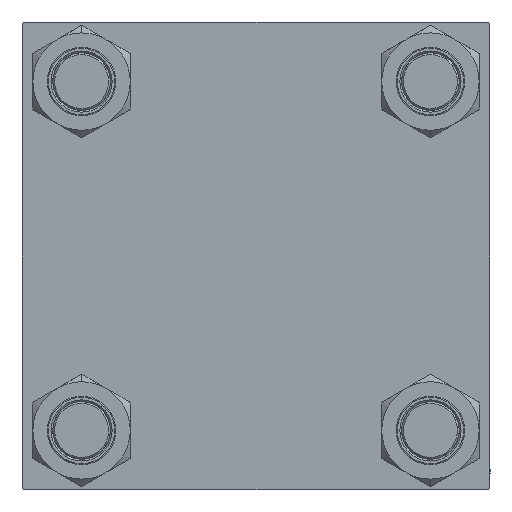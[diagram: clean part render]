
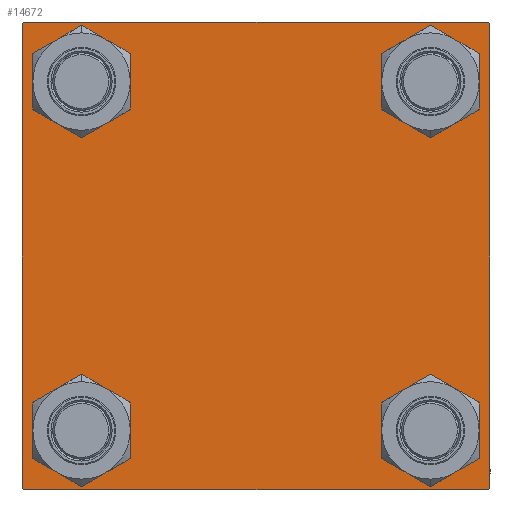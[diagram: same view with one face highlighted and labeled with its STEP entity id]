
A CAD part, left-side view. The second image highlights one B-rep face of the part: STEP entity #14672.
In plain terms, the highlighted planar face has unit normal (-1, 0, 0).
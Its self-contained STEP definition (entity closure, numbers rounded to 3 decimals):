
#204 = FACE_BOUND ( 'NONE', #13995, .T. ) ;
#483 = VERTEX_POINT ( 'NONE', #7157 ) ;
#947 = FACE_BOUND ( 'NONE', #18718, .T. ) ;
#1195 = CARTESIAN_POINT ( 'NONE',  ( 0., -48.45, -48.45 ) ) ;
#1236 = CARTESIAN_POINT ( 'NONE',  ( 0., -48.45, 39.95 ) ) ;
#1574 = DIRECTION ( 'NONE',  ( 0., 0.707, 0.707 ) ) ;
#1665 = EDGE_CURVE ( 'NONE', #42615, #9255, #24927, .T. ) ;
#1788 = DIRECTION ( 'NONE',  ( 0., 0., -1. ) ) ;
#1869 = LINE ( 'NONE', #2128, #17725 ) ;
#2038 = ORIENTED_EDGE ( 'NONE', *, *, #34667, .T. ) ;
#2128 = CARTESIAN_POINT ( 'NONE',  ( 0., -64.75, -64.75 ) ) ;
#3029 = ORIENTED_EDGE ( 'NONE', *, *, #31792, .F. ) ;
#3082 = EDGE_CURVE ( 'NONE', #25184, #39781, #4301, .T. ) ;
#3746 = EDGE_CURVE ( 'NONE', #22673, #27798, #36403, .T. ) ;
#4301 = CIRCLE ( 'NONE', #24006, 8.5 ) ;
#4420 = CARTESIAN_POINT ( 'NONE',  ( 0., 48.45, 48.45 ) ) ;
#4513 = EDGE_LOOP ( 'NONE', ( #41839, #31898, #34116, #12157, #10257, #30838, #3029, #2038 ) ) ;
#4560 = AXIS2_PLACEMENT_3D ( 'NONE', #16923, #8938, #47480 ) ;
#4597 = ORIENTED_EDGE ( 'NONE', *, *, #26794, .T. ) ;
#4687 = EDGE_CURVE ( 'NONE', #15208, #42216, #1869, .T. ) ;
#4740 = AXIS2_PLACEMENT_3D ( 'NONE', #1195, #24847, #37172 ) ;
#4817 = CIRCLE ( 'NONE', #33548, 8.5 ) ;
#5058 = CARTESIAN_POINT ( 'NONE',  ( 0., -65., -64.5 ) ) ;
#5570 = CIRCLE ( 'NONE', #4740, 8.5 ) ;
#5738 = CIRCLE ( 'NONE', #21341, 8.5 ) ;
#5935 = VERTEX_POINT ( 'NONE', #13336 ) ;
#6455 = CARTESIAN_POINT ( 'NONE',  ( 0., -64.75, 64.75 ) ) ;
#6811 = LINE ( 'NONE', #49473, #39553 ) ;
#6957 = EDGE_CURVE ( 'NONE', #21874, #483, #11691, .T. ) ;
#7157 = CARTESIAN_POINT ( 'NONE',  ( 0., 48.45, 39.95 ) ) ;
#7560 = CARTESIAN_POINT ( 'NONE',  ( 0., 48.45, 56.95 ) ) ;
#7715 = ORIENTED_EDGE ( 'NONE', *, *, #21753, .T. ) ;
#8075 = CARTESIAN_POINT ( 'NONE',  ( 0., 48.45, -56.95 ) ) ;
#8104 = ORIENTED_EDGE ( 'NONE', *, *, #3082, .T. ) ;
#8478 = DIRECTION ( 'NONE',  ( 1., 0., 0. ) ) ;
#8671 = VECTOR ( 'NONE', #1574, 1000. ) ;
#8790 = CARTESIAN_POINT ( 'NONE',  ( 0., 65., 64.5 ) ) ;
#8938 = DIRECTION ( 'NONE',  ( 1., 0., 0. ) ) ;
#9255 = VERTEX_POINT ( 'NONE', #38634 ) ;
#9449 = DIRECTION ( 'NONE',  ( 1., 0., 0. ) ) ;
#9848 = VECTOR ( 'NONE', #12920, 1000. ) ;
#10257 = ORIENTED_EDGE ( 'NONE', *, *, #14055, .F. ) ;
#11618 = DIRECTION ( 'NONE',  ( 1., 0., 0. ) ) ;
#11691 = CIRCLE ( 'NONE', #31385, 8.5 ) ;
#11773 = FACE_BOUND ( 'NONE', #31330, .T. ) ;
#12157 = ORIENTED_EDGE ( 'NONE', *, *, #4687, .T. ) ;
#12336 = CARTESIAN_POINT ( 'NONE',  ( 0., 48.45, -48.45 ) ) ;
#12667 = LINE ( 'NONE', #36292, #9848 ) ;
#12920 = DIRECTION ( 'NONE',  ( 0., -1., 0. ) ) ;
#13336 = CARTESIAN_POINT ( 'NONE',  ( 0., -65., 64.5 ) ) ;
#13665 = CARTESIAN_POINT ( 'NONE',  ( 0., -64.5, 65. ) ) ;
#13995 = EDGE_LOOP ( 'NONE', ( #8104, #7715 ) ) ;
#14055 = EDGE_CURVE ( 'NONE', #5935, #42216, #27508, .T. ) ;
#14275 = AXIS2_PLACEMENT_3D ( 'NONE', #27407, #46926, #38470 ) ;
#14314 = CARTESIAN_POINT ( 'NONE',  ( 0., 65., 65. ) ) ;
#14672 = ADVANCED_FACE ( 'NONE', ( #204, #11773, #20497, #947, #47225 ), #19996, .T. ) ;
#14701 = CARTESIAN_POINT ( 'NONE',  ( 0., 64.5, -65. ) ) ;
#15148 = LINE ( 'NONE', #30818, #22925 ) ;
#15208 = VERTEX_POINT ( 'NONE', #44332 ) ;
#15444 = CARTESIAN_POINT ( 'NONE',  ( 0., -65., 65. ) ) ;
#15941 = AXIS2_PLACEMENT_3D ( 'NONE', #31795, #47463, #27940 ) ;
#16236 = CIRCLE ( 'NONE', #50671, 8.5 ) ;
#16409 = ORIENTED_EDGE ( 'NONE', *, *, #3746, .T. ) ;
#16626 = ORIENTED_EDGE ( 'NONE', *, *, #37483, .T. ) ;
#16923 = CARTESIAN_POINT ( 'NONE',  ( 0., -48.45, 48.45 ) ) ;
#17226 = CARTESIAN_POINT ( 'NONE',  ( 0., 65., 65. ) ) ;
#17568 = DIRECTION ( 'NONE',  ( 0., -0.707, 0.707 ) ) ;
#17725 = VECTOR ( 'NONE', #17568, 1000. ) ;
#18718 = EDGE_LOOP ( 'NONE', ( #40692, #4597 ) ) ;
#19013 = DIRECTION ( 'NONE',  ( 0., 0.707, -0.707 ) ) ;
#19996 = PLANE ( 'NONE',  #15941 ) ;
#20497 = FACE_BOUND ( 'NONE', #23889, .T. ) ;
#20750 = VECTOR ( 'NONE', #1788, 1000. ) ;
#20832 = VECTOR ( 'NONE', #27012, 1000. ) ;
#21341 = AXIS2_PLACEMENT_3D ( 'NONE', #25778, #49140, #21919 ) ;
#21753 = EDGE_CURVE ( 'NONE', #39781, #25184, #50526, .T. ) ;
#21874 = VERTEX_POINT ( 'NONE', #7560 ) ;
#21919 = DIRECTION ( 'NONE',  ( 0., 0., 1. ) ) ;
#22357 = EDGE_CURVE ( 'NONE', #5935, #34224, #45529, .T. ) ;
#22470 = CARTESIAN_POINT ( 'NONE',  ( 0., 64.5, 65. ) ) ;
#22673 = VERTEX_POINT ( 'NONE', #8075 ) ;
#22925 = VECTOR ( 'NONE', #19013, 1000. ) ;
#23268 = DIRECTION ( 'NONE',  ( 0., -1., 0. ) ) ;
#23889 = EDGE_LOOP ( 'NONE', ( #16626, #16409 ) ) ;
#24006 = AXIS2_PLACEMENT_3D ( 'NONE', #48495, #9449, #40817 ) ;
#24162 = DIRECTION ( 'NONE',  ( 0., 0., 1. ) ) ;
#24482 = CARTESIAN_POINT ( 'NONE',  ( 0., -48.45, -39.95 ) ) ;
#24823 = VERTEX_POINT ( 'NONE', #48709 ) ;
#24847 = DIRECTION ( 'NONE',  ( 1., 0., 0. ) ) ;
#24927 = LINE ( 'NONE', #17226, #20750 ) ;
#25184 = VERTEX_POINT ( 'NONE', #31329 ) ;
#25778 = CARTESIAN_POINT ( 'NONE',  ( 0., -48.45, -48.45 ) ) ;
#26381 = EDGE_CURVE ( 'NONE', #38417, #24823, #5570, .T. ) ;
#26794 = EDGE_CURVE ( 'NONE', #483, #21874, #16236, .T. ) ;
#27012 = DIRECTION ( 'NONE',  ( 0., 0., -1. ) ) ;
#27407 = CARTESIAN_POINT ( 'NONE',  ( 0., 48.45, -48.45 ) ) ;
#27508 = LINE ( 'NONE', #15444, #20832 ) ;
#27798 = VERTEX_POINT ( 'NONE', #49388 ) ;
#27940 = DIRECTION ( 'NONE',  ( 0., 0., 1. ) ) ;
#30201 = DIRECTION ( 'NONE',  ( 0., -0.707, -0.707 ) ) ;
#30818 = CARTESIAN_POINT ( 'NONE',  ( 0., 64.75, 64.75 ) ) ;
#30838 = ORIENTED_EDGE ( 'NONE', *, *, #22357, .T. ) ;
#31329 = CARTESIAN_POINT ( 'NONE',  ( 0., -48.45, 56.95 ) ) ;
#31330 = EDGE_LOOP ( 'NONE', ( #45863, #41852 ) ) ;
#31385 = AXIS2_PLACEMENT_3D ( 'NONE', #4420, #11618, #39625 ) ;
#31792 = EDGE_CURVE ( 'NONE', #49218, #34224, #49499, .T. ) ;
#31795 = CARTESIAN_POINT ( 'NONE',  ( 0., 0., 0. ) ) ;
#31898 = ORIENTED_EDGE ( 'NONE', *, *, #46292, .T. ) ;
#32343 = EDGE_CURVE ( 'NONE', #50508, #15208, #12667, .T. ) ;
#32364 = EDGE_CURVE ( 'NONE', #24823, #38417, #5738, .T. ) ;
#33548 = AXIS2_PLACEMENT_3D ( 'NONE', #12336, #8478, #24162 ) ;
#34116 = ORIENTED_EDGE ( 'NONE', *, *, #32343, .T. ) ;
#34224 = VERTEX_POINT ( 'NONE', #13665 ) ;
#34667 = EDGE_CURVE ( 'NONE', #49218, #42615, #15148, .T. ) ;
#36010 = DIRECTION ( 'NONE',  ( 1., 0., 0. ) ) ;
#36292 = CARTESIAN_POINT ( 'NONE',  ( 0., 65., -65. ) ) ;
#36403 = CIRCLE ( 'NONE', #14275, 8.5 ) ;
#37172 = DIRECTION ( 'NONE',  ( 0., 0., 1. ) ) ;
#37483 = EDGE_CURVE ( 'NONE', #27798, #22673, #4817, .T. ) ;
#38417 = VERTEX_POINT ( 'NONE', #24482 ) ;
#38470 = DIRECTION ( 'NONE',  ( 0., 0., 1. ) ) ;
#38634 = CARTESIAN_POINT ( 'NONE',  ( 0., 65., -64.5 ) ) ;
#39553 = VECTOR ( 'NONE', #30201, 1000. ) ;
#39625 = DIRECTION ( 'NONE',  ( 0., 0., 1. ) ) ;
#39781 = VERTEX_POINT ( 'NONE', #1236 ) ;
#40214 = VECTOR ( 'NONE', #23268, 1000. ) ;
#40692 = ORIENTED_EDGE ( 'NONE', *, *, #6957, .T. ) ;
#40817 = DIRECTION ( 'NONE',  ( 0., 0., 1. ) ) ;
#41839 = ORIENTED_EDGE ( 'NONE', *, *, #1665, .T. ) ;
#41852 = ORIENTED_EDGE ( 'NONE', *, *, #32364, .T. ) ;
#42216 = VERTEX_POINT ( 'NONE', #5058 ) ;
#42615 = VERTEX_POINT ( 'NONE', #8790 ) ;
#42734 = DIRECTION ( 'NONE',  ( 0., 0., 1. ) ) ;
#44332 = CARTESIAN_POINT ( 'NONE',  ( 0., -64.5, -65. ) ) ;
#45529 = LINE ( 'NONE', #6455, #8671 ) ;
#45863 = ORIENTED_EDGE ( 'NONE', *, *, #26381, .T. ) ;
#46292 = EDGE_CURVE ( 'NONE', #9255, #50508, #6811, .T. ) ;
#46593 = CARTESIAN_POINT ( 'NONE',  ( 0., 48.45, 48.45 ) ) ;
#46926 = DIRECTION ( 'NONE',  ( 1., 0., 0. ) ) ;
#47225 = FACE_OUTER_BOUND ( 'NONE', #4513, .T. ) ;
#47463 = DIRECTION ( 'NONE',  ( -1., 0., 0. ) ) ;
#47480 = DIRECTION ( 'NONE',  ( 0., 0., 1. ) ) ;
#48495 = CARTESIAN_POINT ( 'NONE',  ( 0., -48.45, 48.45 ) ) ;
#48709 = CARTESIAN_POINT ( 'NONE',  ( 0., -48.45, -56.95 ) ) ;
#49140 = DIRECTION ( 'NONE',  ( 1., 0., 0. ) ) ;
#49218 = VERTEX_POINT ( 'NONE', #22470 ) ;
#49388 = CARTESIAN_POINT ( 'NONE',  ( 0., 48.45, -39.95 ) ) ;
#49473 = CARTESIAN_POINT ( 'NONE',  ( 0., 64.75, -64.75 ) ) ;
#49499 = LINE ( 'NONE', #14314, #40214 ) ;
#50508 = VERTEX_POINT ( 'NONE', #14701 ) ;
#50526 = CIRCLE ( 'NONE', #4560, 8.5 ) ;
#50671 = AXIS2_PLACEMENT_3D ( 'NONE', #46593, #36010, #42734 ) ;
